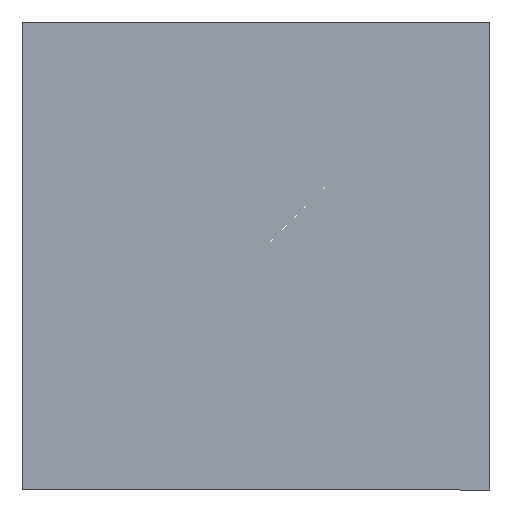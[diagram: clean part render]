
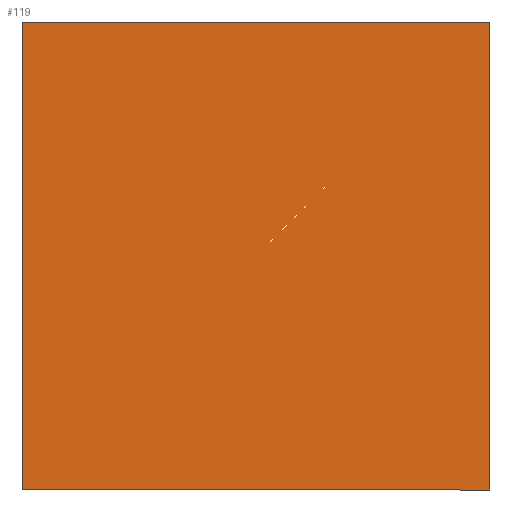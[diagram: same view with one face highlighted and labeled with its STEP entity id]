
A CAD part, front view. The second image highlights one B-rep face of the part: STEP entity #119.
In plain terms, the highlighted planar face has unit normal (0, -1, 0).
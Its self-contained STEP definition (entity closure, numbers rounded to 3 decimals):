
#33=FACE_OUTER_BOUND('',#39,.T.);
#39=EDGE_LOOP('',(#104,#105,#106,#107));
#40=LINE('',#182,#52);
#44=LINE('',#190,#56);
#47=LINE('',#196,#59);
#50=LINE('',#201,#62);
#52=VECTOR('',#152,10.);
#56=VECTOR('',#158,10.);
#59=VECTOR('',#163,10.);
#62=VECTOR('',#168,10.);
#64=VERTEX_POINT('',#180);
#65=VERTEX_POINT('',#181);
#68=VERTEX_POINT('',#189);
#70=VERTEX_POINT('',#195);
#72=EDGE_CURVE('',#64,#65,#40,.T.);
#76=EDGE_CURVE('',#68,#64,#44,.T.);
#79=EDGE_CURVE('',#70,#68,#47,.T.);
#82=EDGE_CURVE('',#65,#70,#50,.T.);
#104=ORIENTED_EDGE('',*,*,#82,.F.);
#105=ORIENTED_EDGE('',*,*,#72,.F.);
#106=ORIENTED_EDGE('',*,*,#76,.F.);
#107=ORIENTED_EDGE('',*,*,#79,.F.);
#113=PLANE('',#145);
#119=ADVANCED_FACE('',(#33),#113,.F.);
#145=AXIS2_PLACEMENT_3D('',#204,#172,#173);
#152=DIRECTION('',(0.,0.,1.));
#158=DIRECTION('',(-1.,0.,0.));
#163=DIRECTION('',(0.,0.,-1.));
#168=DIRECTION('',(1.,0.,0.));
#172=DIRECTION('center_axis',(0.,1.,0.));
#173=DIRECTION('ref_axis',(0.,0.,1.));
#180=CARTESIAN_POINT('',(-58.859,0.,-44.144));
#181=CARTESIAN_POINT('',(-58.859,0.,55.856));
#182=CARTESIAN_POINT('',(-58.859,0.,-44.144));
#189=CARTESIAN_POINT('',(41.141,0.,-44.144));
#190=CARTESIAN_POINT('',(41.141,0.,-44.144));
#195=CARTESIAN_POINT('',(41.141,0.,55.856));
#196=CARTESIAN_POINT('',(41.141,0.,55.856));
#201=CARTESIAN_POINT('',(-58.859,0.,55.856));
#204=CARTESIAN_POINT('Origin',(-8.859,0.,5.856));
